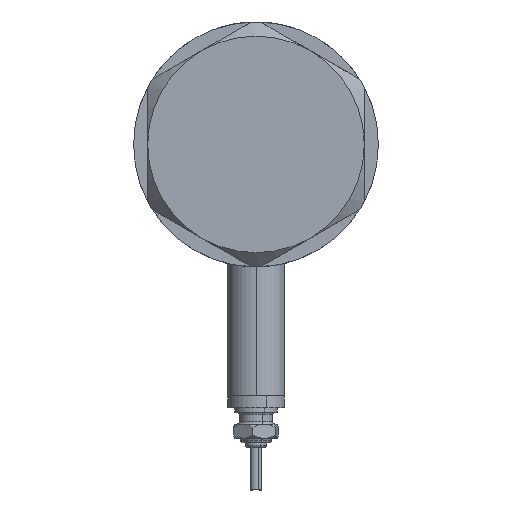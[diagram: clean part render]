
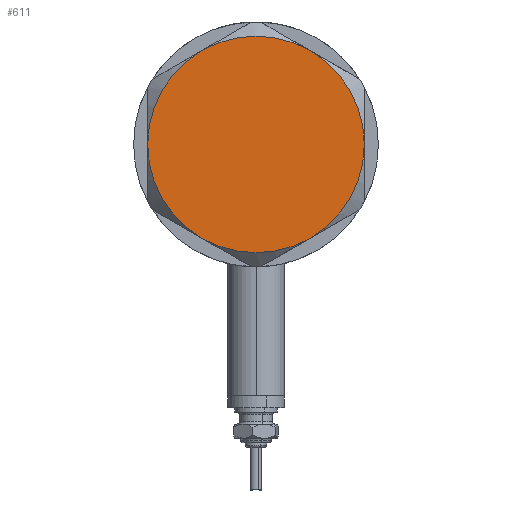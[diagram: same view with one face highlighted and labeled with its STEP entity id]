
A CAD part, left-side view. The second image highlights one B-rep face of the part: STEP entity #611.
In plain terms, the highlighted face is planar.
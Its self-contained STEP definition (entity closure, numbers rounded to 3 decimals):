
#403 = CIRCLE ( 'NONE', #3154, 23. ) ;
#429 = VERTEX_POINT ( 'NONE', #5778 ) ;
#502 = DIRECTION ( 'NONE',  ( 1., 0., 0. ) ) ;
#527 = AXIS2_PLACEMENT_3D ( 'NONE', #2305, #6169, #4245 ) ;
#611 = ADVANCED_FACE ( 'NONE', ( #3093 ), #628, .T. ) ;
#628 = PLANE ( 'NONE',  #4060 ) ;
#708 = CIRCLE ( 'NONE', #5931, 23. ) ;
#731 = CARTESIAN_POINT ( 'NONE',  ( 0., 0., 9. ) ) ;
#755 = EDGE_CURVE ( 'NONE', #1548, #429, #998, .T. ) ;
#829 = CIRCLE ( 'NONE', #6043, 23. ) ;
#906 = CARTESIAN_POINT ( 'NONE',  ( 0., 0., 9. ) ) ;
#998 = CIRCLE ( 'NONE', #3559, 23. ) ;
#1074 = DIRECTION ( 'NONE',  ( 1., 0., 0. ) ) ;
#1178 = EDGE_CURVE ( 'NONE', #5688, #6069, #4376, .T. ) ;
#1548 = VERTEX_POINT ( 'NONE', #3521 ) ;
#1553 = CIRCLE ( 'NONE', #527, 23. ) ;
#1562 = DIRECTION ( 'NONE',  ( 0., 0., 1. ) ) ;
#1628 = AXIS2_PLACEMENT_3D ( 'NONE', #4063, #6022, #1642 ) ;
#1642 = DIRECTION ( 'NONE',  ( 1., 0., 0. ) ) ;
#1746 = CARTESIAN_POINT ( 'NONE',  ( 11.5, -19.919, 9. ) ) ;
#1859 = DIRECTION ( 'NONE',  ( 1., 0., 0. ) ) ;
#2183 = CARTESIAN_POINT ( 'NONE',  ( -11.5, 19.919, 9. ) ) ;
#2184 = ORIENTED_EDGE ( 'NONE', *, *, #6280, .T. ) ;
#2305 = CARTESIAN_POINT ( 'NONE',  ( 0., 0., 9. ) ) ;
#2317 = DIRECTION ( 'NONE',  ( 1., 0., 0. ) ) ;
#2514 = ORIENTED_EDGE ( 'NONE', *, *, #5927, .T. ) ;
#2545 = ORIENTED_EDGE ( 'NONE', *, *, #755, .T. ) ;
#2777 = ORIENTED_EDGE ( 'NONE', *, *, #1178, .T. ) ;
#2928 = EDGE_LOOP ( 'NONE', ( #2184, #2777, #3732, #5436, #2545, #2514 ) ) ;
#3093 = FACE_OUTER_BOUND ( 'NONE', #2928, .T. ) ;
#3154 = AXIS2_PLACEMENT_3D ( 'NONE', #906, #5355, #3876 ) ;
#3334 = DIRECTION ( 'NONE',  ( 0., 0., 1. ) ) ;
#3521 = CARTESIAN_POINT ( 'NONE',  ( -23., 0., 9. ) ) ;
#3559 = AXIS2_PLACEMENT_3D ( 'NONE', #3713, #3334, #2317 ) ;
#3713 = CARTESIAN_POINT ( 'NONE',  ( 0., 0., 9. ) ) ;
#3732 = ORIENTED_EDGE ( 'NONE', *, *, #3895, .T. ) ;
#3876 = DIRECTION ( 'NONE',  ( 1., 0., 0. ) ) ;
#3895 = EDGE_CURVE ( 'NONE', #6069, #4216, #403, .T. ) ;
#4060 = AXIS2_PLACEMENT_3D ( 'NONE', #5041, #1562, #1074 ) ;
#4063 = CARTESIAN_POINT ( 'NONE',  ( 0., 0., 9. ) ) ;
#4216 = VERTEX_POINT ( 'NONE', #2183 ) ;
#4223 = DIRECTION ( 'NONE',  ( 0., 0., 1. ) ) ;
#4245 = DIRECTION ( 'NONE',  ( 1., 0., 0. ) ) ;
#4376 = CIRCLE ( 'NONE', #1628, 23. ) ;
#4404 = DIRECTION ( 'NONE',  ( 0., 0., 1. ) ) ;
#4866 = EDGE_CURVE ( 'NONE', #4216, #1548, #708, .T. ) ;
#5041 = CARTESIAN_POINT ( 'NONE',  ( 0., 0., 9. ) ) ;
#5355 = DIRECTION ( 'NONE',  ( 0., 0., 1. ) ) ;
#5405 = CARTESIAN_POINT ( 'NONE',  ( 11.5, 19.919, 9. ) ) ;
#5436 = ORIENTED_EDGE ( 'NONE', *, *, #4866, .T. ) ;
#5492 = VERTEX_POINT ( 'NONE', #1746 ) ;
#5688 = VERTEX_POINT ( 'NONE', #6189 ) ;
#5778 = CARTESIAN_POINT ( 'NONE',  ( -11.5, -19.919, 9. ) ) ;
#5878 = CARTESIAN_POINT ( 'NONE',  ( 0., 0., 9. ) ) ;
#5927 = EDGE_CURVE ( 'NONE', #429, #5492, #829, .T. ) ;
#5931 = AXIS2_PLACEMENT_3D ( 'NONE', #5878, #4404, #502 ) ;
#6022 = DIRECTION ( 'NONE',  ( 0., 0., 1. ) ) ;
#6043 = AXIS2_PLACEMENT_3D ( 'NONE', #731, #4223, #1859 ) ;
#6069 = VERTEX_POINT ( 'NONE', #5405 ) ;
#6169 = DIRECTION ( 'NONE',  ( 0., 0., 1. ) ) ;
#6189 = CARTESIAN_POINT ( 'NONE',  ( 23., 0., 9. ) ) ;
#6280 = EDGE_CURVE ( 'NONE', #5492, #5688, #1553, .T. ) ;
